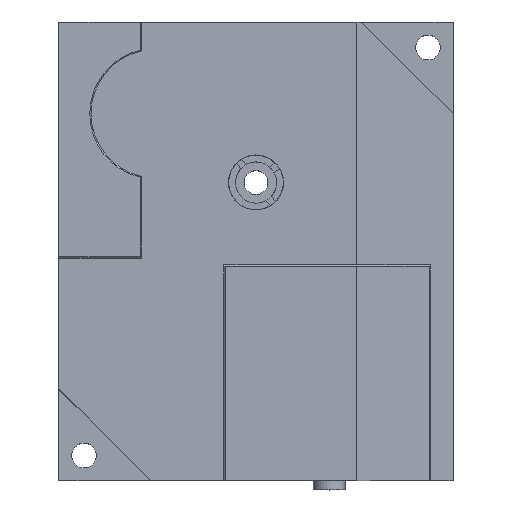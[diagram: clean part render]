
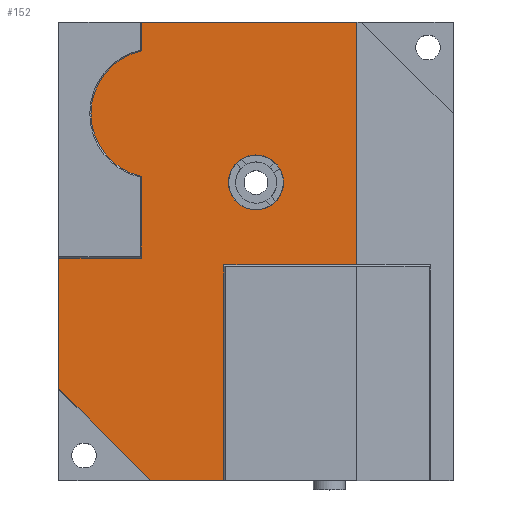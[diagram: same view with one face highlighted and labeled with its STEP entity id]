
A CAD part, top view. The second image highlights one B-rep face of the part: STEP entity #152.
In plain terms, the highlighted planar face has unit normal (0, 0, 1).
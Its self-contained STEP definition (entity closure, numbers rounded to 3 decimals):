
#94=FACE_BOUND('',#470,.T.);
#95=FACE_BOUND('',#471,.T.);
#152=ADVANCED_FACE('',(#94,#95),#274,.T.);
#274=PLANE('',#2508);
#470=EDGE_LOOP('',(#667,#668,#669,#670,#671,#672,#673,#674,#675,#676,#677));
#471=EDGE_LOOP('',(#678));
#667=ORIENTED_EDGE('',*,*,#1458,.F.);
#668=ORIENTED_EDGE('',*,*,#1459,.F.);
#669=ORIENTED_EDGE('',*,*,#1460,.F.);
#670=ORIENTED_EDGE('',*,*,#1461,.F.);
#671=ORIENTED_EDGE('',*,*,#1462,.F.);
#672=ORIENTED_EDGE('',*,*,#1463,.T.);
#673=ORIENTED_EDGE('',*,*,#1449,.F.);
#674=ORIENTED_EDGE('',*,*,#1431,.F.);
#675=ORIENTED_EDGE('',*,*,#1464,.T.);
#676=ORIENTED_EDGE('',*,*,#1465,.T.);
#677=ORIENTED_EDGE('',*,*,#1466,.F.);
#678=ORIENTED_EDGE('',*,*,#1467,.T.);
#1227=VERTEX_POINT('',#3308);
#1228=VERTEX_POINT('',#3310);
#1241=VERTEX_POINT('',#3346);
#1248=VERTEX_POINT('',#3364);
#1249=VERTEX_POINT('',#3365);
#1250=VERTEX_POINT('',#3367);
#1251=VERTEX_POINT('',#3369);
#1252=VERTEX_POINT('',#3371);
#1253=VERTEX_POINT('',#3373);
#1254=VERTEX_POINT('',#3376);
#1255=VERTEX_POINT('',#3378);
#1256=VERTEX_POINT('',#3381);
#1431=EDGE_CURVE('',#1227,#1228,#1937,.T.);
#1449=EDGE_CURVE('',#1228,#1241,#1955,.T.);
#1458=EDGE_CURVE('',#1248,#1249,#1964,.T.);
#1459=EDGE_CURVE('',#1250,#1248,#1719,.T.);
#1460=EDGE_CURVE('',#1251,#1250,#1965,.T.);
#1461=EDGE_CURVE('',#1252,#1251,#1966,.T.);
#1462=EDGE_CURVE('',#1253,#1252,#1967,.T.);
#1463=EDGE_CURVE('',#1253,#1241,#1968,.T.);
#1464=EDGE_CURVE('',#1227,#1254,#1969,.T.);
#1465=EDGE_CURVE('',#1254,#1255,#1970,.T.);
#1466=EDGE_CURVE('',#1249,#1255,#1971,.T.);
#1467=EDGE_CURVE('',#1256,#1256,#1720,.T.);
#1719=CIRCLE('',#2506,14.);
#1720=CIRCLE('',#2507,6.);
#1937=LINE('',#3309,#2194);
#1955=LINE('',#3345,#2212);
#1964=LINE('',#3363,#2221);
#1965=LINE('',#3368,#2222);
#1966=LINE('',#3370,#2223);
#1967=LINE('',#3372,#2224);
#1968=LINE('',#3374,#2225);
#1969=LINE('',#3375,#2226);
#1970=LINE('',#3377,#2227);
#1971=LINE('',#3379,#2228);
#2194=VECTOR('',#2721,1.);
#2212=VECTOR('',#2749,1.);
#2221=VECTOR('',#2762,1.);
#2222=VECTOR('',#2765,1.);
#2223=VECTOR('',#2766,1.);
#2224=VECTOR('',#2767,1.);
#2225=VECTOR('',#2768,1.);
#2226=VECTOR('',#2769,1.);
#2227=VECTOR('',#2770,1.);
#2228=VECTOR('',#2771,1.);
#2506=AXIS2_PLACEMENT_3D('',#3366,#2763,#2764);
#2507=AXIS2_PLACEMENT_3D('',#3380,#2772,#2773);
#2508=AXIS2_PLACEMENT_3D('',#3382,#2774,#2775);
#2721=DIRECTION('',(0.,-1.,0.));
#2749=DIRECTION('',(-1.,0.,0.));
#2762=DIRECTION('',(0.,1.,0.));
#2763=DIRECTION('',(0.,0.,-1.));
#2764=DIRECTION('',(1.,0.,0.));
#2765=DIRECTION('',(0.,1.,0.));
#2766=DIRECTION('',(1.,0.,0.));
#2767=DIRECTION('',(0.,1.,0.));
#2768=DIRECTION('',(0.707,-0.707,0.));
#2769=DIRECTION('',(1.,0.,0.));
#2770=DIRECTION('',(0.,1.,0.));
#2771=DIRECTION('',(1.,0.,0.));
#2772=DIRECTION('',(0.,0.,-1.));
#2773=DIRECTION('',(-1.,0.,0.));
#2774=DIRECTION('',(0.,0.,1.));
#2775=DIRECTION('',(1.,0.,0.));
#3308=CARTESIAN_POINT('',(-7.,-18.,55.));
#3309=CARTESIAN_POINT('',(-7.,-18.,55.));
#3310=CARTESIAN_POINT('',(-7.,-65.,55.));
#3345=CARTESIAN_POINT('',(0.,-65.,55.));
#3346=CARTESIAN_POINT('',(-23.,-65.,55.));
#3363=CARTESIAN_POINT('',(-25.,28.675,55.));
#3364=CARTESIAN_POINT('',(-25.,28.675,55.));
#3365=CARTESIAN_POINT('',(-25.,35.,55.));
#3366=CARTESIAN_POINT('',(-22.,15.,55.));
#3367=CARTESIAN_POINT('',(-25.,1.325,55.));
#3368=CARTESIAN_POINT('',(-25.,-16.5,55.));
#3369=CARTESIAN_POINT('',(-25.,-16.5,55.));
#3370=CARTESIAN_POINT('',(-43.,-16.5,55.));
#3371=CARTESIAN_POINT('',(-43.,-16.5,55.));
#3372=CARTESIAN_POINT('',(-43.,-15.,55.));
#3373=CARTESIAN_POINT('',(-43.,-45.,55.));
#3374=CARTESIAN_POINT('',(-23.,-65.,55.));
#3375=CARTESIAN_POINT('',(-7.,-18.,55.));
#3376=CARTESIAN_POINT('',(22.,-18.,55.));
#3377=CARTESIAN_POINT('',(22.,-15.,55.));
#3378=CARTESIAN_POINT('',(22.,35.,55.));
#3379=CARTESIAN_POINT('',(0.,35.,55.));
#3380=CARTESIAN_POINT('',(0.,0.,55.));
#3381=CARTESIAN_POINT('',(-6.,0.,55.));
#3382=CARTESIAN_POINT('',(0.,-15.,55.));
